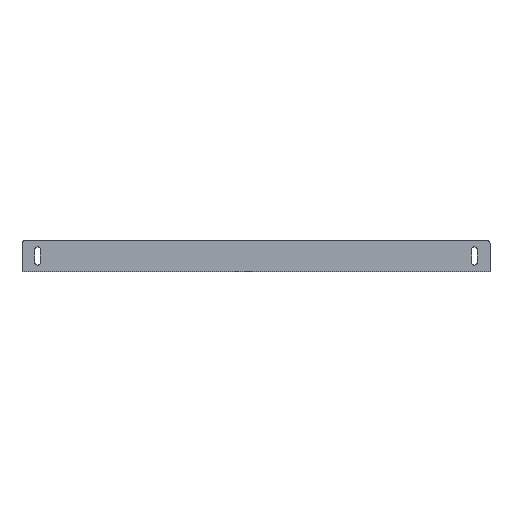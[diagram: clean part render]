
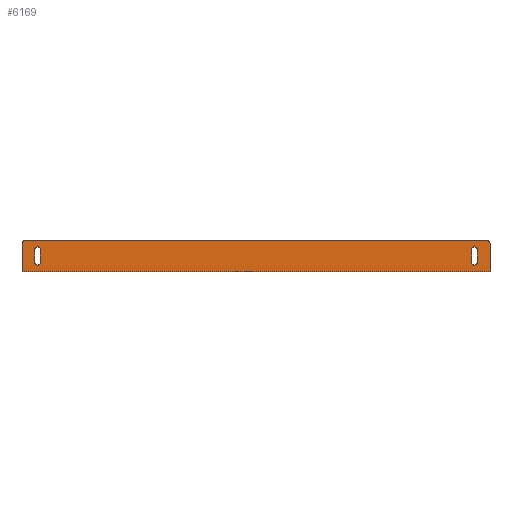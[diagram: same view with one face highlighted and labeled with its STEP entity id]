
A CAD part, front view. The second image highlights one B-rep face of the part: STEP entity #6169.
In plain terms, the highlighted planar face has unit normal (0, -1, 0).
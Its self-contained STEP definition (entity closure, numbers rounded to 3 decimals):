
#8 = CARTESIAN_POINT ( 'NONE',  ( -345.5, -36.5, 35. ) ) ;
#10 = LINE ( 'NONE', #1188, #5466 ) ;
#79 = CARTESIAN_POINT ( 'NONE',  ( -370., -36.5, 45. ) ) ;
#90 = ORIENTED_EDGE ( 'NONE', *, *, #5409, .F. ) ;
#118 = LINE ( 'NONE', #4171, #5667 ) ;
#140 = VECTOR ( 'NONE', #1200, 1000. ) ;
#199 = CARTESIAN_POINT ( 'NONE',  ( 345.5, -36.5, 35. ) ) ;
#284 = AXIS2_PLACEMENT_3D ( 'NONE', #301, #6417, #3141 ) ;
#301 = CARTESIAN_POINT ( 'NONE',  ( -350., -36.5, 35. ) ) ;
#372 = CARTESIAN_POINT ( 'NONE',  ( -354.5, -36.5, 35. ) ) ;
#386 = DIRECTION ( 'NONE',  ( 0., -1., 0. ) ) ;
#449 = ORIENTED_EDGE ( 'NONE', *, *, #1835, .F. ) ;
#453 = EDGE_CURVE ( 'NONE', #4517, #4864, #2039, .T. ) ;
#515 = DIRECTION ( 'NONE',  ( -1., 0., 0. ) ) ;
#542 = EDGE_LOOP ( 'NONE', ( #90, #1736, #6962, #3542, #5004, #7147 ) ) ;
#544 = CARTESIAN_POINT ( 'NONE',  ( -350., -36.5, 15. ) ) ;
#582 = VERTEX_POINT ( 'NONE', #6332 ) ;
#638 = VECTOR ( 'NONE', #3353, 1000. ) ;
#671 = CARTESIAN_POINT ( 'NONE',  ( 345.5, -36.5, 35. ) ) ;
#697 = CARTESIAN_POINT ( 'NONE',  ( 354.5, -36.5, 15. ) ) ;
#730 = AXIS2_PLACEMENT_3D ( 'NONE', #5311, #4751, #1261 ) ;
#734 = ORIENTED_EDGE ( 'NONE', *, *, #4326, .F. ) ;
#763 = VERTEX_POINT ( 'NONE', #1571 ) ;
#1048 = FACE_BOUND ( 'NONE', #3341, .T. ) ;
#1083 = AXIS2_PLACEMENT_3D ( 'NONE', #544, #6654, #6141 ) ;
#1157 = LINE ( 'NONE', #4503, #1443 ) ;
#1188 = CARTESIAN_POINT ( 'NONE',  ( -375., -36.5, 1.5 ) ) ;
#1200 = DIRECTION ( 'NONE',  ( 1., 0., 0. ) ) ;
#1219 = AXIS2_PLACEMENT_3D ( 'NONE', #79, #6268, #2365 ) ;
#1261 = DIRECTION ( 'NONE',  ( 0., 0., 1. ) ) ;
#1443 = VECTOR ( 'NONE', #5708, 1000. ) ;
#1507 = VECTOR ( 'NONE', #6882, 1000. ) ;
#1510 = PLANE ( 'NONE',  #6614 ) ;
#1528 = EDGE_CURVE ( 'NONE', #763, #4517, #4706, .T. ) ;
#1547 = EDGE_CURVE ( 'NONE', #2876, #763, #1157, .T. ) ;
#1571 = CARTESIAN_POINT ( 'NONE',  ( -354.5, -36.5, 15. ) ) ;
#1618 = FACE_OUTER_BOUND ( 'NONE', #542, .T. ) ;
#1643 = CARTESIAN_POINT ( 'NONE',  ( 350., -36.5, 15. ) ) ;
#1736 = ORIENTED_EDGE ( 'NONE', *, *, #1982, .T. ) ;
#1808 = CARTESIAN_POINT ( 'NONE',  ( -375., -36.5, 45. ) ) ;
#1835 = EDGE_CURVE ( 'NONE', #6528, #6394, #5895, .T. ) ;
#1982 = EDGE_CURVE ( 'NONE', #6591, #4059, #3898, .T. ) ;
#1996 = DIRECTION ( 'NONE',  ( 0., 0., 1. ) ) ;
#2039 = LINE ( 'NONE', #6988, #3298 ) ;
#2136 = VERTEX_POINT ( 'NONE', #3841 ) ;
#2168 = FACE_BOUND ( 'NONE', #2206, .T. ) ;
#2206 = EDGE_LOOP ( 'NONE', ( #5112, #3126, #7062, #2808 ) ) ;
#2316 = EDGE_CURVE ( 'NONE', #5713, #6528, #4253, .T. ) ;
#2365 = DIRECTION ( 'NONE',  ( 0., 0., 1. ) ) ;
#2405 = LINE ( 'NONE', #4791, #1507 ) ;
#2430 = CIRCLE ( 'NONE', #3359, 4.5 ) ;
#2518 = CIRCLE ( 'NONE', #1219, 5. ) ;
#2800 = CARTESIAN_POINT ( 'NONE',  ( 370., -36.5, 50. ) ) ;
#2808 = ORIENTED_EDGE ( 'NONE', *, *, #1528, .F. ) ;
#2812 = CARTESIAN_POINT ( 'NONE',  ( -345.5, -36.5, 15. ) ) ;
#2848 = CARTESIAN_POINT ( 'NONE',  ( -375., -36.5, 50. ) ) ;
#2855 = ORIENTED_EDGE ( 'NONE', *, *, #4255, .F. ) ;
#2876 = VERTEX_POINT ( 'NONE', #372 ) ;
#3037 = DIRECTION ( 'NONE',  ( 0., 0., -1. ) ) ;
#3126 = ORIENTED_EDGE ( 'NONE', *, *, #5802, .F. ) ;
#3141 = DIRECTION ( 'NONE',  ( 1., 0., 0. ) ) ;
#3238 = CARTESIAN_POINT ( 'NONE',  ( 350., -36.5, 35. ) ) ;
#3298 = VECTOR ( 'NONE', #1996, 1000. ) ;
#3310 = EDGE_CURVE ( 'NONE', #2136, #4062, #6631, .T. ) ;
#3341 = EDGE_LOOP ( 'NONE', ( #449, #6568, #2855, #734 ) ) ;
#3353 = DIRECTION ( 'NONE',  ( 1., 0., 0. ) ) ;
#3359 = AXIS2_PLACEMENT_3D ( 'NONE', #1643, #386, #3839 ) ;
#3423 = DIRECTION ( 'NONE',  ( 0., 0., -1. ) ) ;
#3542 = ORIENTED_EDGE ( 'NONE', *, *, #5674, .T. ) ;
#3728 = CARTESIAN_POINT ( 'NONE',  ( 354.5, -36.5, 35. ) ) ;
#3787 = DIRECTION ( 'NONE',  ( 0., -1., 0. ) ) ;
#3839 = DIRECTION ( 'NONE',  ( -1., 0., 0. ) ) ;
#3841 = CARTESIAN_POINT ( 'NONE',  ( -375., -36.5, 0. ) ) ;
#3898 = CIRCLE ( 'NONE', #730, 5. ) ;
#3901 = AXIS2_PLACEMENT_3D ( 'NONE', #3238, #3787, #515 ) ;
#4059 = VERTEX_POINT ( 'NONE', #2800 ) ;
#4062 = VERTEX_POINT ( 'NONE', #6982 ) ;
#4171 = CARTESIAN_POINT ( 'NONE',  ( 375., -36.5, 1.5 ) ) ;
#4253 = CIRCLE ( 'NONE', #3901, 4.5 ) ;
#4255 = EDGE_CURVE ( 'NONE', #7095, #5713, #2405, .T. ) ;
#4326 = EDGE_CURVE ( 'NONE', #6394, #7095, #2430, .T. ) ;
#4503 = CARTESIAN_POINT ( 'NONE',  ( -354.5, -36.5, 35. ) ) ;
#4517 = VERTEX_POINT ( 'NONE', #2812 ) ;
#4609 = DIRECTION ( 'NONE',  ( 0., 0., -1. ) ) ;
#4706 = CIRCLE ( 'NONE', #1083, 4.5 ) ;
#4751 = DIRECTION ( 'NONE',  ( 0., -1., 0. ) ) ;
#4791 = CARTESIAN_POINT ( 'NONE',  ( 354.5, -36.5, 35. ) ) ;
#4846 = VECTOR ( 'NONE', #4609, 1000. ) ;
#4864 = VERTEX_POINT ( 'NONE', #8 ) ;
#4885 = DIRECTION ( 'NONE',  ( 0., 0., 1. ) ) ;
#5004 = ORIENTED_EDGE ( 'NONE', *, *, #5627, .T. ) ;
#5112 = ORIENTED_EDGE ( 'NONE', *, *, #1547, .F. ) ;
#5193 = CARTESIAN_POINT ( 'NONE',  ( 375., -36.5, 45. ) ) ;
#5311 = CARTESIAN_POINT ( 'NONE',  ( 370., -36.5, 45. ) ) ;
#5409 = EDGE_CURVE ( 'NONE', #6591, #4062, #118, .T. ) ;
#5466 = VECTOR ( 'NONE', #3423, 1000. ) ;
#5627 = EDGE_CURVE ( 'NONE', #7129, #2136, #10, .T. ) ;
#5649 = CARTESIAN_POINT ( 'NONE',  ( 375., -36.5, 0. ) ) ;
#5667 = VECTOR ( 'NONE', #3037, 1000. ) ;
#5674 = EDGE_CURVE ( 'NONE', #582, #7129, #2518, .T. ) ;
#5708 = DIRECTION ( 'NONE',  ( 0., 0., -1. ) ) ;
#5713 = VERTEX_POINT ( 'NONE', #3728 ) ;
#5802 = EDGE_CURVE ( 'NONE', #4864, #2876, #6609, .T. ) ;
#5895 = LINE ( 'NONE', #199, #4846 ) ;
#6071 = CARTESIAN_POINT ( 'NONE',  ( 345.5, -36.5, 15. ) ) ;
#6141 = DIRECTION ( 'NONE',  ( 1., 0., 0. ) ) ;
#6169 = ADVANCED_FACE ( 'NONE', ( #2168, #1048, #1618 ), #1510, .F. ) ;
#6268 = DIRECTION ( 'NONE',  ( 0., -1., 0. ) ) ;
#6332 = CARTESIAN_POINT ( 'NONE',  ( -370., -36.5, 50. ) ) ;
#6394 = VERTEX_POINT ( 'NONE', #6071 ) ;
#6417 = DIRECTION ( 'NONE',  ( 0., -1., 0. ) ) ;
#6528 = VERTEX_POINT ( 'NONE', #671 ) ;
#6543 = DIRECTION ( 'NONE',  ( 0., 1., 0. ) ) ;
#6568 = ORIENTED_EDGE ( 'NONE', *, *, #2316, .F. ) ;
#6578 = CARTESIAN_POINT ( 'NONE',  ( 375., -36.5, 1.5 ) ) ;
#6581 = EDGE_CURVE ( 'NONE', #582, #4059, #6747, .T. ) ;
#6591 = VERTEX_POINT ( 'NONE', #5193 ) ;
#6609 = CIRCLE ( 'NONE', #284, 4.5 ) ;
#6614 = AXIS2_PLACEMENT_3D ( 'NONE', #6578, #6543, #4885 ) ;
#6631 = LINE ( 'NONE', #5649, #140 ) ;
#6654 = DIRECTION ( 'NONE',  ( 0., -1., 0. ) ) ;
#6747 = LINE ( 'NONE', #2848, #638 ) ;
#6882 = DIRECTION ( 'NONE',  ( 0., 0., 1. ) ) ;
#6962 = ORIENTED_EDGE ( 'NONE', *, *, #6581, .F. ) ;
#6982 = CARTESIAN_POINT ( 'NONE',  ( 375., -36.5, 0. ) ) ;
#6988 = CARTESIAN_POINT ( 'NONE',  ( -345.5, -36.5, 35. ) ) ;
#7062 = ORIENTED_EDGE ( 'NONE', *, *, #453, .F. ) ;
#7095 = VERTEX_POINT ( 'NONE', #697 ) ;
#7129 = VERTEX_POINT ( 'NONE', #1808 ) ;
#7147 = ORIENTED_EDGE ( 'NONE', *, *, #3310, .T. ) ;
